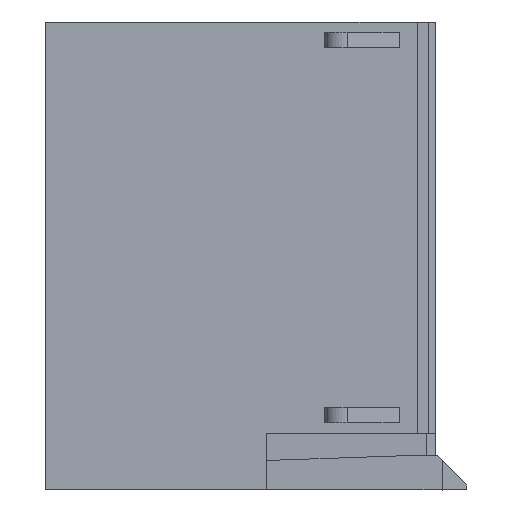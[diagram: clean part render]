
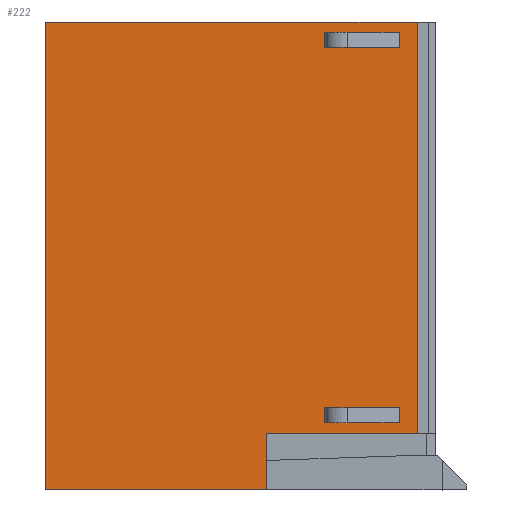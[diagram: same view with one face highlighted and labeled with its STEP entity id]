
A CAD part, top view. The second image highlights one B-rep face of the part: STEP entity #222.
In plain terms, the highlighted planar face has unit normal (0, 0, 1).
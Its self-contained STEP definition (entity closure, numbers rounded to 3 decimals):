
#141=CARTESIAN_POINT('',(13.7,10.95,7.45));
#142=VERTEX_POINT('',#141);
#143=CARTESIAN_POINT('',(-6.1,10.95,7.45));
#144=VERTEX_POINT('',#143);
#145=CARTESIAN_POINT('',(13.7,10.95,7.45));
#146=DIRECTION('',(-1.0,0.0,0.0));
#147=VECTOR('',#146,19.8);
#148=LINE('',#145,#147);
#149=EDGE_CURVE('',#142,#144,#148,.T.);
#176=CARTESIAN_POINT('',(9.7,0.,7.45));
#177=DIRECTION('',(0.0,0.0,-1.0));
#178=DIRECTION('',(0.0,1.0,0.0));
#179=AXIS2_PLACEMENT_3D('',#176,#177,#178);
#180=PLANE('',#179);
#181=CARTESIAN_POINT('',(-6.1,-13.95,7.45));
#182=VERTEX_POINT('',#181);
#183=CARTESIAN_POINT('',(5.7,-13.95,7.45));
#184=VERTEX_POINT('',#183);
#185=CARTESIAN_POINT('',(-6.1,-13.95,7.45));
#186=DIRECTION('',(1.0,0.0,0.0));
#187=VECTOR('',#186,11.8);
#188=LINE('',#185,#187);
#189=EDGE_CURVE('',#182,#184,#188,.T.);
#190=ORIENTED_EDGE('',*,*,#189,.T.);
#191=CARTESIAN_POINT('',(5.7,-10.95,7.45));
#192=VERTEX_POINT('',#191);
#193=CARTESIAN_POINT('',(5.7,-13.95,7.45));
#194=DIRECTION('',(0.0,1.0,0.0));
#195=VECTOR('',#194,3.);
#196=LINE('',#193,#195);
#197=EDGE_CURVE('',#184,#192,#196,.T.);
#198=ORIENTED_EDGE('',*,*,#197,.T.);
#199=CARTESIAN_POINT('',(13.7,-10.95,7.45));
#200=VERTEX_POINT('',#199);
#201=CARTESIAN_POINT('',(5.7,-10.95,7.45));
#202=DIRECTION('',(1.0,0.0,0.0));
#203=VECTOR('',#202,8.);
#204=LINE('',#201,#203);
#205=EDGE_CURVE('',#192,#200,#204,.T.);
#206=ORIENTED_EDGE('',*,*,#205,.T.);
#207=CARTESIAN_POINT('',(13.7,-10.95,7.45));
#208=DIRECTION('',(0.0,1.0,0.0));
#209=VECTOR('',#208,21.9);
#210=LINE('',#207,#209);
#211=EDGE_CURVE('',#200,#142,#210,.T.);
#212=ORIENTED_EDGE('',*,*,#211,.T.);
#213=ORIENTED_EDGE('',*,*,#149,.T.);
#214=CARTESIAN_POINT('',(-6.1,10.95,7.45));
#215=DIRECTION('',(0.0,-1.0,0.0));
#216=VECTOR('',#215,24.9);
#217=LINE('',#214,#216);
#218=EDGE_CURVE('',#144,#182,#217,.T.);
#219=ORIENTED_EDGE('',*,*,#218,.T.);
#220=EDGE_LOOP('',(#190,#198,#206,#212,#213,#219));
#221=FACE_OUTER_BOUND('',#220,.T.);
#222=ADVANCED_FACE('',(#221),#180,.F.);
